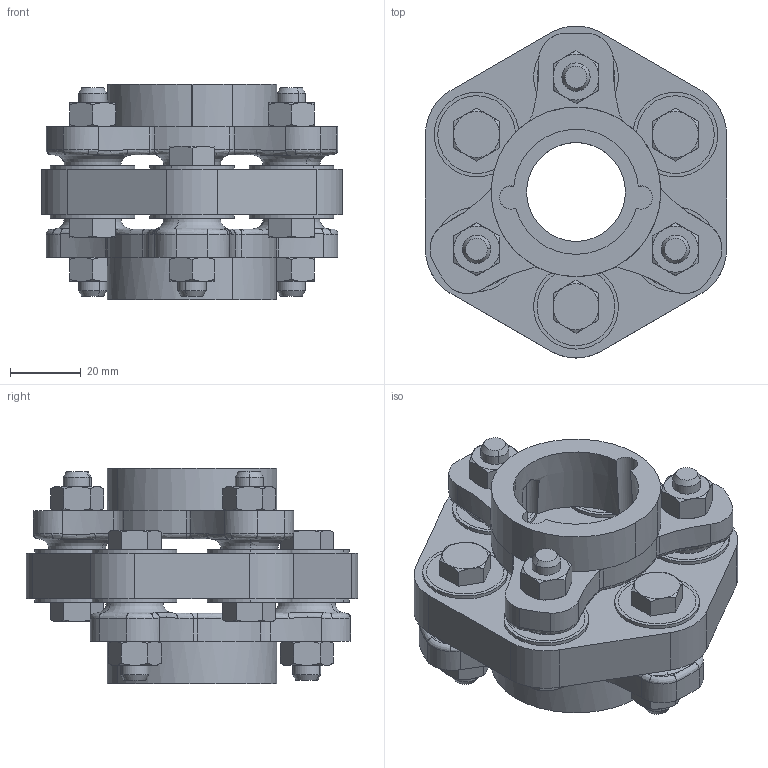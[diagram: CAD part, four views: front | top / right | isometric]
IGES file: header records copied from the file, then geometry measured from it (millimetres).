
Start section: START RECORD GO HERE.
Global section: file name: 635305 Straflex moyeu amovible.igs; native system: 44HIBM CATIA IGES - CATIA Version 5 Release 19; preprocessor: CATIA Version 5 Release 19 ; author: CatiaV5; organization: LEV3; date: 20101214.110444; units: millimetre
Bounding box: 85.29 x 94 x 61 mm (x, y, z)
Surface area: 39860.8 mm2 (no closed solid volume)
Topology: 0 solids, 0 shells, 506 faces, 2589 edges, 2584 vertices
Faces by surface type: revolution 338, plane 144, bspline 24
